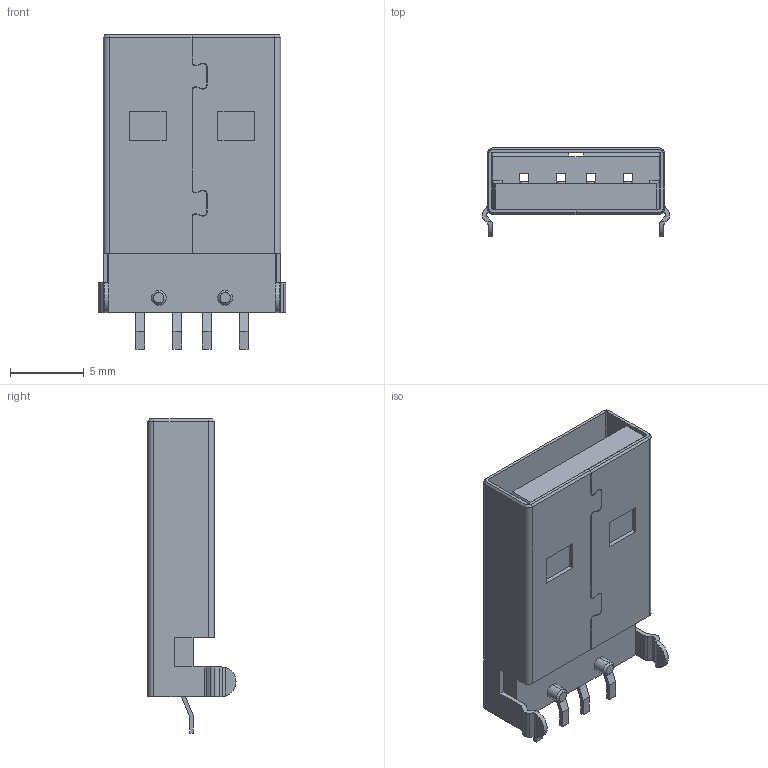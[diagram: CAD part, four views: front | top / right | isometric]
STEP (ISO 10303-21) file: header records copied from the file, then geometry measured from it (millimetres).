
FILE_DESCRIPTION(('STEP AP214'),'1');
FILE_NAME('48037-2000.stp','2020-06-09T15:55:09',('TraceParts'),('TraceParts S.A.'),'Spatial InterOp 3D',' ',' ');
FILE_SCHEMA(('AUTOMOTIVE_DESIGN { 1 0 10303 214 1 1 1 1 }'));
Length unit declared in the file: millimetre
Products named in the file (1): 48037-2000_1
Bounding box: 12.7 x 5.97 x 21.28 mm (x, y, z)
Volume: 699.9 mm3; surface area: 1855.6 mm2
Topology: 1 solids, 1 shells, 288 faces, 859 edges, 602 vertices
Faces by surface type: plane 206, cylinder 66, bspline 8, cone 8
Entity records: 9853 total; most frequent: CARTESIAN_POINT 1971, ORIENTED_EDGE 1658, DIRECTION 1563, EDGE_CURVE 829, LINE 687, VECTOR 687, VERTEX_POINT 542, AXIS2_PLACEMENT_3D 438
